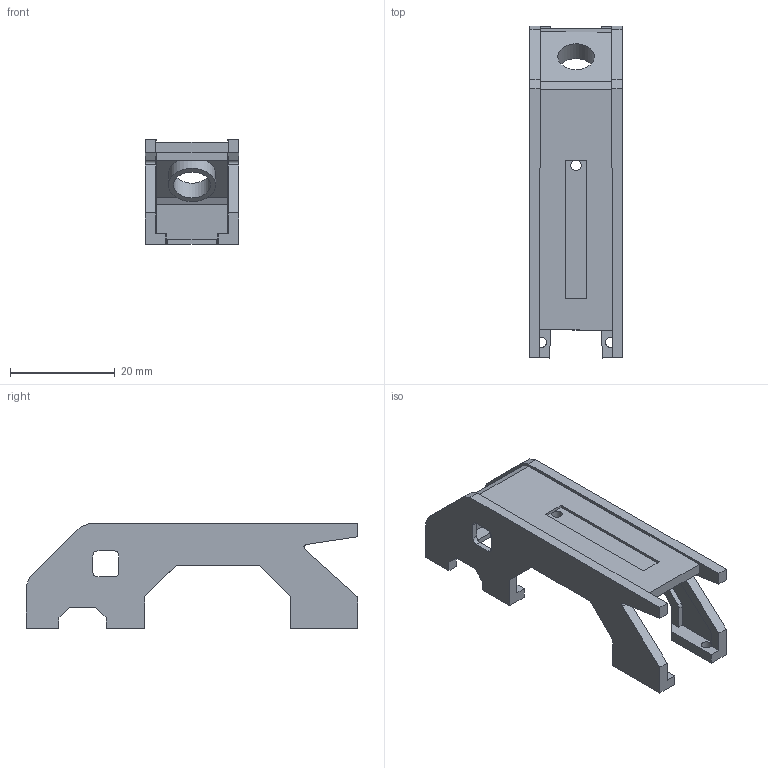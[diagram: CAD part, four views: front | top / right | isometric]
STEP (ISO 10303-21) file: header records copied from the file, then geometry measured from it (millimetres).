
FILE_DESCRIPTION(/* description */ ('','CAx-IF Rec.Pracs.---Representation and Presentation of Product Manufacturing Information (PMI)---4.0---2014-10-13'),/* implementation_level */ '2;1');
FILE_NAME(/* name */ 'TEST v1.step',/* time_stamp */ '2025-03-23T17:05:25Z',/* author */ (''),/* organization */ (''),/* preprocessor_version */ 'ST-DEVELOPER v20',/* originating_system */ 'Autodesk Translation Framework v13.20.0.188',/* authorisation */ '');
FILE_SCHEMA (('AP242_MANAGED_MODEL_BASED_3D_ENGINEERING_MIM_LF { 1 0 10303 442 1 1 4 }'));
Length unit declared in the file: millimetre
Products named in the file (1): TEST
Bounding box: 17.95 x 63.44 x 20 mm (x, y, z)
Volume: 4046.2 mm3; surface area: 6623.1 mm2
Topology: 1 solids, 1 shells, 214 faces, 627 edges, 412 vertices
Faces by surface type: plane 165, cylinder 43, cone 6
Full cylindrical faces by diameter (mm): 2 x7, 7 x1, 9 x1
Entity records: 7089 total; most frequent: CARTESIAN_POINT 1278, ORIENTED_EDGE 1254, DIRECTION 1146, EDGE_CURVE 627, LINE 514, VECTOR 514, VERTEX_POINT 412, AXIS2_PLACEMENT_3D 316
